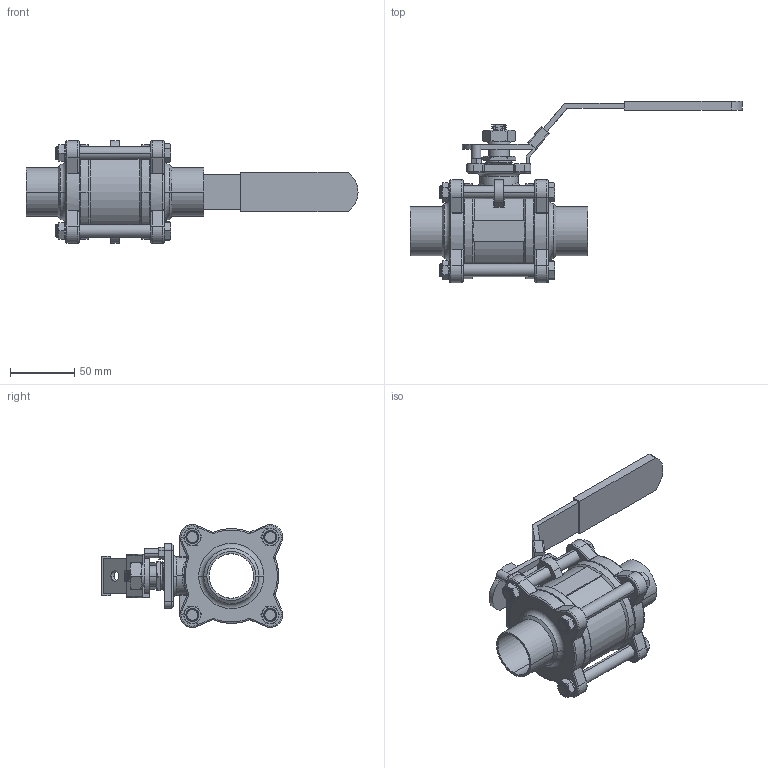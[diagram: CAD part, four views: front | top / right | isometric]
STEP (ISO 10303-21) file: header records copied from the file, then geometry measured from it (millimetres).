
FILE_DESCRIPTION((''),'2;1');
FILE_NAME('2012CM-040_ASM','2014-12-23T',('Administrator'),(''),'PRO/ENGINEER BY PARAMETRIC TECHNOLOGY CORPORATION, 2011080','PRO/ENGINEER BY PARAMETRIC TECHNOLOGY CORPORATION, 2011080','');
FILE_SCHEMA(('CONFIG_CONTROL_DESIGN'));
Length unit declared in the file: millimetre
Products named in the file (13): 2013CM-BODY-040_2; 2013CM-BALL-040_2; 2013CM-STME-040_2; 2013CM-GLANDNUT-040_2; 2013CM-HANDLE-040_2; 2013CM-STOPPIN-040_2; LUOMUDIANPIAN_2; SHANGLUOMU040_2; 2012CM-CAP-BW-040; LUOGAN040_2; LUOGANDIANPIAN; LUOMU040_2; 2012CM-040_ASM
Assembly tree (22 placements, depth 2):
  2012CM-040_ASM
    2013CM-BODY-040_2
    2013CM-BALL-040_2
    2013CM-STME-040_2
    2013CM-GLANDNUT-040_2
    2013CM-HANDLE-040_2
    2013CM-STOPPIN-040_2
    LUOMUDIANPIAN_2
    SHANGLUOMU040_2
    2012CM-CAP-BW-040  x2
    LUOGAN040_2  x4
    LUOGANDIANPIAN  x4
    LUOMU040_2  x4
Bounding box: 259.3 x 141.64 x 80.31 mm (x, y, z)
Volume: 319284.1 mm3; surface area: 133131.7 mm2
Topology: 22 solids, 22 shells, 943 faces, 2326 edges, 1441 vertices
Faces by surface type: cylinder 375, plane 210, cone 160, bspline 112, torus 78, sphere 8
Entity records: 29492 total; most frequent: CARTESIAN_POINT 16537, ORIENTED_EDGE 2776, DIRECTION 2446, EDGE_CURVE 1388, AXIS2_PLACEMENT_3D 970, VERTEX_POINT 864, EDGE_LOOP 610, FACE_OUTER_BOUND 560
